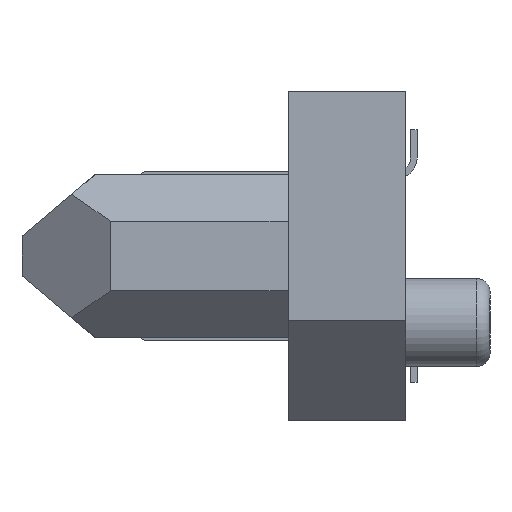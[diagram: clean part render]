
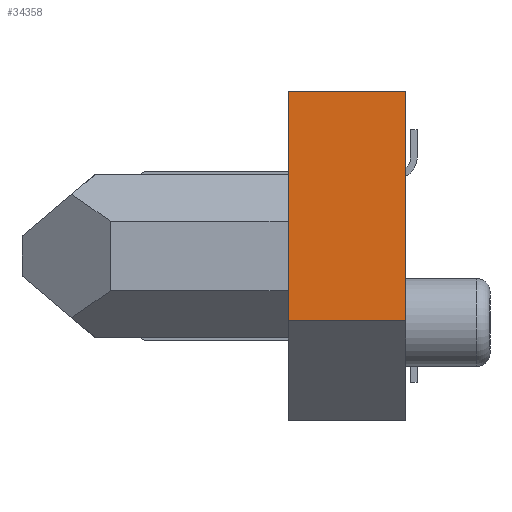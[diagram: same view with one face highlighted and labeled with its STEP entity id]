
A CAD part, left-side view. The second image highlights one B-rep face of the part: STEP entity #34358.
In plain terms, the highlighted planar face has unit normal (-1, 0, 0).
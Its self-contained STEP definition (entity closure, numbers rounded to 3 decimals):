
#2694=ORIENTED_EDGE('',*,*,#11043,.T.);
#2695=ORIENTED_EDGE('',*,*,#12049,.F.);
#2696=ORIENTED_EDGE('',*,*,#11552,.F.);
#2697=ORIENTED_EDGE('',*,*,#12530,.T.);
#11043=EDGE_CURVE('',#16198,#16197,#19630,.T.);
#11552=EDGE_CURVE('',#16706,#16707,#20134,.T.);
#12049=EDGE_CURVE('',#16707,#16197,#20631,.T.);
#12530=EDGE_CURVE('',#16706,#16198,#20988,.T.);
#16197=VERTEX_POINT('',#47210);
#16198=VERTEX_POINT('',#47212);
#16706=VERTEX_POINT('',#48229);
#16707=VERTEX_POINT('',#48231);
#19630=LINE('',#47211,#24401);
#20134=LINE('',#48230,#24905);
#20631=LINE('',#49100,#25402);
#20988=LINE('',#50027,#25759);
#24401=VECTOR('',#38079,1000.);
#24905=VECTOR('',#38595,1000.);
#25402=VECTOR('',#39340,1000.);
#25759=VECTOR('',#40285,1000.);
#29347=EDGE_LOOP('',(#2694,#2695,#2696,#2697));
#31084=FACE_BOUND('',#29347,.T.);
#32756=PLANE('',#36258);
#34358=ADVANCED_FACE('',(#31084),#32756,.F.);
#36258=AXIS2_PLACEMENT_3D('',#50028,#40286,#40287);
#38079=DIRECTION('',(0.,0.,1.));
#38595=DIRECTION('',(0.,0.,1.));
#39340=DIRECTION('',(0.,-1.,0.));
#40285=DIRECTION('',(0.,-1.,0.));
#40286=DIRECTION('',(1.,0.,0.));
#40287=DIRECTION('',(0.,0.,-1.));
#47210=CARTESIAN_POINT('',(-10.9,0.,2.475));
#47211=CARTESIAN_POINT('',(-10.9,0.,-0.975));
#47212=CARTESIAN_POINT('',(-10.9,0.,-0.975));
#48229=CARTESIAN_POINT('',(-10.9,1.765,-0.975));
#48230=CARTESIAN_POINT('',(-10.9,1.765,-0.975));
#48231=CARTESIAN_POINT('',(-10.9,1.765,2.475));
#49100=CARTESIAN_POINT('',(-10.9,1.765,2.475));
#50027=CARTESIAN_POINT('',(-10.9,1.765,-0.975));
#50028=CARTESIAN_POINT('',(-10.9,1.765,-0.975));
